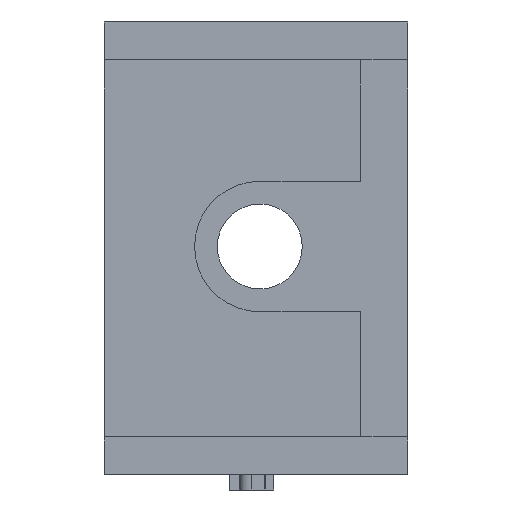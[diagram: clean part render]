
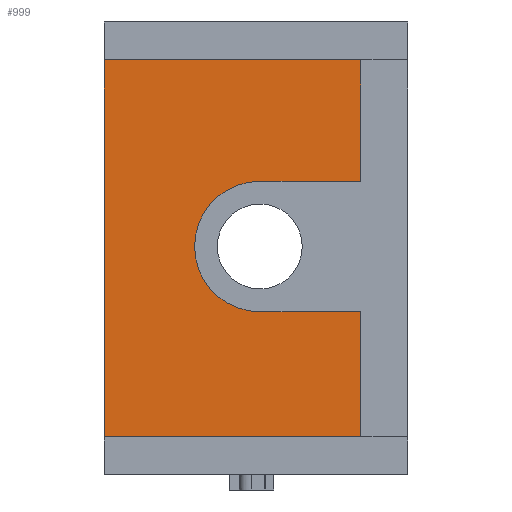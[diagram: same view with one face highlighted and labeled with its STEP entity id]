
A CAD part, left-side view. The second image highlights one B-rep face of the part: STEP entity #999.
In plain terms, the highlighted planar face has unit normal (-1, 0, 0).
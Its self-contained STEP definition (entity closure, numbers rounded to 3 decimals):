
#6 = VERTEX_POINT ( 'NONE', #740 ) ;
#7 = VERTEX_POINT ( 'NONE', #741 ) ;
#517 = VERTEX_POINT ( 'NONE', #6065 ) ;
#518 = VERTEX_POINT ( 'NONE', #6066 ) ;
#522 = VERTEX_POINT ( 'NONE', #6070 ) ;
#523 = VERTEX_POINT ( 'NONE', #6071 ) ;
#529 = VERTEX_POINT ( 'NONE', #6077 ) ;
#530 = VERTEX_POINT ( 'NONE', #6078 ) ;
#541 = VERTEX_POINT ( 'NONE', #6089 ) ;
#542 = VERTEX_POINT ( 'NONE', #6090 ) ;
#740 = CARTESIAN_POINT ( 'NONE',  ( -4.472, 52.668, 17. ) ) ;
#741 = CARTESIAN_POINT ( 'NONE',  ( -4.472, 52.668, 28.2 ) ) ;
#999 = ADVANCED_FACE ( 'NONE', ( #5425, #5431 ), #6988, .T. ) ;
#2264 = EDGE_CURVE ( 'NONE', #517, #518, #10750, .T. ) ;
#2270 = EDGE_CURVE ( 'NONE', #522, #523, #10492, .T. ) ;
#2273 = EDGE_CURVE ( 'NONE', #518, #523, #10768, .T. ) ;
#2279 = EDGE_CURVE ( 'NONE', #530, #529, #10780, .T. ) ;
#2299 = EDGE_CURVE ( 'NONE', #530, #542, #10818, .T. ) ;
#2319 = EDGE_CURVE ( 'NONE', #7, #6, #10842, .T. ) ;
#2323 = EDGE_CURVE ( 'NONE', #517, #529, #10847, .T. ) ;
#2325 = EDGE_CURVE ( 'NONE', #541, #522, #10807, .T. ) ;
#2326 = EDGE_CURVE ( 'NONE', #542, #541, #10853, .T. ) ;
#2798 = ORIENTED_EDGE ( 'NONE', *, *, #2279, .T. ) ;
#2799 = ORIENTED_EDGE ( 'NONE', *, *, #2323, .F. ) ;
#2800 = ORIENTED_EDGE ( 'NONE', *, *, #2264, .T. ) ;
#2801 = ORIENTED_EDGE ( 'NONE', *, *, #2273, .T. ) ;
#2802 = ORIENTED_EDGE ( 'NONE', *, *, #2270, .F. ) ;
#2803 = ORIENTED_EDGE ( 'NONE', *, *, #2325, .F. ) ;
#2804 = ORIENTED_EDGE ( 'NONE', *, *, #2326, .F. ) ;
#2805 = ORIENTED_EDGE ( 'NONE', *, *, #2299, .F. ) ;
#2806 = ORIENTED_EDGE ( 'NONE', *, *, #2319, .F. ) ;
#2807 = ORIENTED_EDGE ( 'NONE', *, *, #20539, .F. ) ;
#3762 = EDGE_LOOP ( 'NONE', ( #2806, #2807 ) ) ;
#3763 = EDGE_LOOP ( 'NONE', ( #2798, #2799, #2800, #2801, #2802, #2803, #2804, #2805 ) ) ;
#4727 = AXIS2_PLACEMENT_3D ( 'NONE', #6987, #6989, #6990 ) ;
#4818 = AXIS2_PLACEMENT_3D ( 'NONE', #11351, #11353, #11354 ) ;
#4900 = AXIS2_PLACEMENT_3D ( 'NONE', #19758, #19761, #19762 ) ;
#5425 = FACE_OUTER_BOUND ( 'NONE', #3763, .T. ) ;
#5431 = FACE_BOUND ( 'NONE', #3762, .T. ) ;
#6065 = CARTESIAN_POINT ( 'NONE',  ( -4.472, 37.168, 47.2 ) ) ;
#6066 = CARTESIAN_POINT ( 'NONE',  ( -4.472, 73.168, 47.2 ) ) ;
#6070 = CARTESIAN_POINT ( 'NONE',  ( -4.472, 37.168, -2.5 ) ) ;
#6071 = CARTESIAN_POINT ( 'NONE',  ( -4.472, 73.168, -2.5 ) ) ;
#6077 = CARTESIAN_POINT ( 'NONE',  ( -4.472, 37.168, 25.916 ) ) ;
#6078 = CARTESIAN_POINT ( 'NONE',  ( -4.472, 42.168, 25.916 ) ) ;
#6089 = CARTESIAN_POINT ( 'NONE',  ( -4.472, 37.168, 19.403 ) ) ;
#6090 = CARTESIAN_POINT ( 'NONE',  ( -4.472, 42.168, 19.403 ) ) ;
#6987 = CARTESIAN_POINT ( 'NONE',  ( -4.472, -134.569, 68.578 ) ) ;
#6988 = PLANE ( 'NONE',  #4727 ) ;
#6989 = DIRECTION ( 'NONE',  ( -1., 0., 0. ) ) ;
#6990 = DIRECTION ( 'NONE',  ( 0., -1., 0. ) ) ;
#10492 = LINE ( 'NONE', #11217, #10762 ) ;
#10750 = LINE ( 'NONE', #11207, #10751 ) ;
#10751 = VECTOR ( 'NONE', #11208, 1000. ) ;
#10762 = VECTOR ( 'NONE', #11220, 1000. ) ;
#10768 = LINE ( 'NONE', #11225, #10769 ) ;
#10769 = VECTOR ( 'NONE', #11226, 1000. ) ;
#10780 = LINE ( 'NONE', #11237, #10781 ) ;
#10781 = VECTOR ( 'NONE', #11238, 1000. ) ;
#10807 = LINE ( 'NONE', #11355, #10851 ) ;
#10818 = LINE ( 'NONE', #11295, #10819 ) ;
#10819 = VECTOR ( 'NONE', #11296, 1000. ) ;
#10842 = CIRCLE ( 'NONE', #4818, 5.6 ) ;
#10847 = LINE ( 'NONE', #11361, #10848 ) ;
#10848 = VECTOR ( 'NONE', #11362, 1000. ) ;
#10851 = VECTOR ( 'NONE', #11366, 1000. ) ;
#10853 = LINE ( 'NONE', #11367, #10854 ) ;
#10854 = VECTOR ( 'NONE', #11368, 1000. ) ;
#11207 = CARTESIAN_POINT ( 'NONE',  ( -4.472, -134.569, 47.2 ) ) ;
#11208 = DIRECTION ( 'NONE',  ( 0., 1., 0. ) ) ;
#11217 = CARTESIAN_POINT ( 'NONE',  ( -4.472, -134.569, -2.5 ) ) ;
#11220 = DIRECTION ( 'NONE',  ( 0., 1., 0. ) ) ;
#11225 = CARTESIAN_POINT ( 'NONE',  ( -4.472, 73.168, 47.2 ) ) ;
#11226 = DIRECTION ( 'NONE',  ( 0., 0., -1. ) ) ;
#11237 = CARTESIAN_POINT ( 'NONE',  ( -4.472, 42.168, 25.916 ) ) ;
#11238 = DIRECTION ( 'NONE',  ( 0., -1., 0. ) ) ;
#11295 = CARTESIAN_POINT ( 'NONE',  ( -4.472, 42.168, -16.947 ) ) ;
#11296 = DIRECTION ( 'NONE',  ( 0., 0., -1. ) ) ;
#11351 = CARTESIAN_POINT ( 'NONE',  ( -4.472, 52.668, 22.6 ) ) ;
#11353 = DIRECTION ( 'NONE',  ( -1., 0., 0. ) ) ;
#11354 = DIRECTION ( 'NONE',  ( 0., 0., 1. ) ) ;
#11355 = CARTESIAN_POINT ( 'NONE',  ( -4.472, 37.168, 47.2 ) ) ;
#11361 = CARTESIAN_POINT ( 'NONE',  ( -4.472, 37.168, 47.2 ) ) ;
#11362 = DIRECTION ( 'NONE',  ( 0., 0., -1. ) ) ;
#11366 = DIRECTION ( 'NONE',  ( 0., 0., -1. ) ) ;
#11367 = CARTESIAN_POINT ( 'NONE',  ( -4.472, 42.168, 19.403 ) ) ;
#11368 = DIRECTION ( 'NONE',  ( 0., -1., 0. ) ) ;
#19276 = CIRCLE ( 'NONE', #4900, 5.6 ) ;
#19758 = CARTESIAN_POINT ( 'NONE',  ( -4.472, 52.668, 22.6 ) ) ;
#19761 = DIRECTION ( 'NONE',  ( -1., 0., 0. ) ) ;
#19762 = DIRECTION ( 'NONE',  ( 0., 0., 1. ) ) ;
#20539 = EDGE_CURVE ( 'NONE', #6, #7, #19276, .T. ) ;
